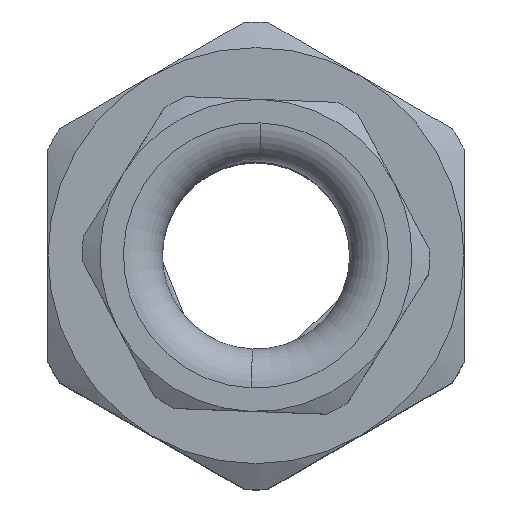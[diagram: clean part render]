
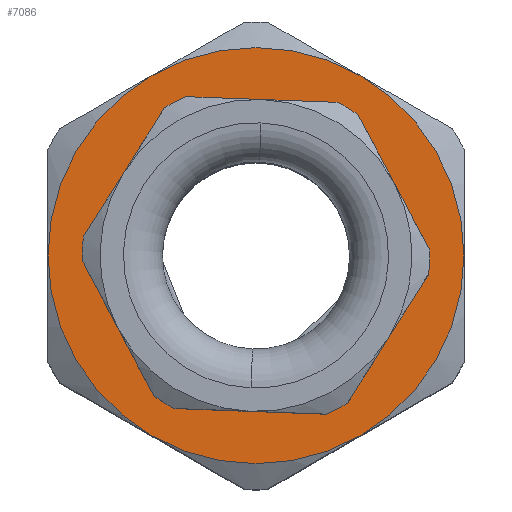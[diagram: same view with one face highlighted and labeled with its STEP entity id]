
A CAD part, top view. The second image highlights one B-rep face of the part: STEP entity #7086.
In plain terms, the highlighted planar face has unit normal (0, 0, 1).
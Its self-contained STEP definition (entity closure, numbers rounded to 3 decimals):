
#1187 = EDGE_LOOP ( 'NONE', ( #13529, #56888 ) ) ;
#1784 = ORIENTED_EDGE ( 'NONE', *, *, #44482, .T. ) ;
#1851 = DIRECTION ( 'NONE',  ( 0., 0., 1. ) ) ;
#2246 = CARTESIAN_POINT ( 'NONE',  ( -43.497, 34.007, 28.207 ) ) ;
#2481 = DIRECTION ( 'NONE',  ( 1., 0., 0. ) ) ;
#4460 = CARTESIAN_POINT ( 'NONE',  ( -35.497, 20.15, 28.207 ) ) ;
#5890 = CIRCLE ( 'NONE', #45415, 11.5 ) ;
#7086 = ADVANCED_FACE ( 'NONE', ( #34159, #38280 ), #15894, .T. ) ;
#7686 = CARTESIAN_POINT ( 'NONE',  ( -35.497, 20.15, 28.207 ) ) ;
#8243 = DIRECTION ( 'NONE',  ( 1., 0., 0. ) ) ;
#9617 = ORIENTED_EDGE ( 'NONE', *, *, #50962, .T. ) ;
#12321 = CIRCLE ( 'NONE', #48055, 16. ) ;
#13374 = CARTESIAN_POINT ( 'NONE',  ( -51.497, 20.15, 28.207 ) ) ;
#13529 = ORIENTED_EDGE ( 'NONE', *, *, #40553, .T. ) ;
#13588 = DIRECTION ( 'NONE',  ( 0., 0., 1. ) ) ;
#14141 = DIRECTION ( 'NONE',  ( 0., 0., 1. ) ) ;
#14364 = ORIENTED_EDGE ( 'NONE', *, *, #44997, .T. ) ;
#15220 = CARTESIAN_POINT ( 'NONE',  ( -19.497, 20.15, 28.207 ) ) ;
#15888 = VERTEX_POINT ( 'NONE', #43750 ) ;
#15894 = PLANE ( 'NONE',  #45839 ) ;
#17073 = EDGE_CURVE ( 'NONE', #55725, #55511, #31014, .T. ) ;
#17566 = CARTESIAN_POINT ( 'NONE',  ( -27.497, 34.007, 28.207 ) ) ;
#18841 = CARTESIAN_POINT ( 'NONE',  ( -23.997, 20.15, 28.207 ) ) ;
#21747 = AXIS2_PLACEMENT_3D ( 'NONE', #41812, #55634, #24144 ) ;
#21837 = DIRECTION ( 'NONE',  ( 1., 0., 0. ) ) ;
#23026 = VERTEX_POINT ( 'NONE', #18841 ) ;
#24144 = DIRECTION ( 'NONE',  ( 1., 0., 0. ) ) ;
#24473 = AXIS2_PLACEMENT_3D ( 'NONE', #45371, #14141, #21837 ) ;
#24989 = VERTEX_POINT ( 'NONE', #13374 ) ;
#25385 = DIRECTION ( 'NONE',  ( 1., 0., 0. ) ) ;
#27733 = DIRECTION ( 'NONE',  ( 1., 0., 0. ) ) ;
#27846 = DIRECTION ( 'NONE',  ( 0., 0., 1. ) ) ;
#28160 = ORIENTED_EDGE ( 'NONE', *, *, #17073, .T. ) ;
#29304 = CARTESIAN_POINT ( 'NONE',  ( -35.497, 20.15, 28.207 ) ) ;
#29821 = CARTESIAN_POINT ( 'NONE',  ( -35.497, 20.15, 28.207 ) ) ;
#30124 = CIRCLE ( 'NONE', #24473, 16. ) ;
#30596 = CIRCLE ( 'NONE', #34365, 11.5 ) ;
#30689 = DIRECTION ( 'NONE',  ( 0., 0., -1. ) ) ;
#31014 = CIRCLE ( 'NONE', #49773, 16. ) ;
#34038 = VERTEX_POINT ( 'NONE', #2246 ) ;
#34159 = FACE_BOUND ( 'NONE', #1187, .T. ) ;
#34174 = VERTEX_POINT ( 'NONE', #17566 ) ;
#34365 = AXIS2_PLACEMENT_3D ( 'NONE', #29304, #47242, #2481 ) ;
#35389 = DIRECTION ( 'NONE',  ( 1., 0., 0. ) ) ;
#38280 = FACE_OUTER_BOUND ( 'NONE', #38785, .T. ) ;
#38785 = EDGE_LOOP ( 'NONE', ( #45780, #9617, #45518, #14364, #1784, #28160 ) ) ;
#40550 = CIRCLE ( 'NONE', #57466, 16. ) ;
#40553 = EDGE_CURVE ( 'NONE', #23026, #15888, #30596, .T. ) ;
#41812 = CARTESIAN_POINT ( 'NONE',  ( -35.497, 20.15, 28.207 ) ) ;
#42166 = DIRECTION ( 'NONE',  ( 0., 0., 1. ) ) ;
#42196 = CARTESIAN_POINT ( 'NONE',  ( -35.497, 20.15, 28.207 ) ) ;
#42340 = EDGE_CURVE ( 'NONE', #15888, #23026, #5890, .T. ) ;
#43750 = CARTESIAN_POINT ( 'NONE',  ( -46.997, 20.15, 28.207 ) ) ;
#44482 = EDGE_CURVE ( 'NONE', #24989, #55725, #12321, .T. ) ;
#44997 = EDGE_CURVE ( 'NONE', #34038, #24989, #40550, .T. ) ;
#45254 = AXIS2_PLACEMENT_3D ( 'NONE', #4460, #13588, #27733 ) ;
#45371 = CARTESIAN_POINT ( 'NONE',  ( -35.497, 20.15, 28.207 ) ) ;
#45415 = AXIS2_PLACEMENT_3D ( 'NONE', #7686, #30689, #35389 ) ;
#45518 = ORIENTED_EDGE ( 'NONE', *, *, #49372, .T. ) ;
#45770 = DIRECTION ( 'NONE',  ( 1., 0., 0. ) ) ;
#45780 = ORIENTED_EDGE ( 'NONE', *, *, #49256, .T. ) ;
#45839 = AXIS2_PLACEMENT_3D ( 'NONE', #55933, #51524, #56221 ) ;
#46153 = CIRCLE ( 'NONE', #45254, 16. ) ;
#47242 = DIRECTION ( 'NONE',  ( 0., 0., -1. ) ) ;
#48055 = AXIS2_PLACEMENT_3D ( 'NONE', #29821, #42166, #25385 ) ;
#49076 = CARTESIAN_POINT ( 'NONE',  ( -43.497, 6.294, 28.207 ) ) ;
#49256 = EDGE_CURVE ( 'NONE', #55511, #56517, #46153, .T. ) ;
#49372 = EDGE_CURVE ( 'NONE', #34174, #34038, #49958, .T. ) ;
#49773 = AXIS2_PLACEMENT_3D ( 'NONE', #54607, #27846, #45770 ) ;
#49958 = CIRCLE ( 'NONE', #21747, 16. ) ;
#50962 = EDGE_CURVE ( 'NONE', #56517, #34174, #30124, .T. ) ;
#51509 = CARTESIAN_POINT ( 'NONE',  ( -27.497, 6.294, 28.207 ) ) ;
#51524 = DIRECTION ( 'NONE',  ( 0., 0., 1. ) ) ;
#54607 = CARTESIAN_POINT ( 'NONE',  ( -35.497, 20.15, 28.207 ) ) ;
#55511 = VERTEX_POINT ( 'NONE', #51509 ) ;
#55634 = DIRECTION ( 'NONE',  ( 0., 0., 1. ) ) ;
#55725 = VERTEX_POINT ( 'NONE', #49076 ) ;
#55933 = CARTESIAN_POINT ( 'NONE',  ( -35.497, 20.15, 28.207 ) ) ;
#56221 = DIRECTION ( 'NONE',  ( 1., 0., 0. ) ) ;
#56517 = VERTEX_POINT ( 'NONE', #15220 ) ;
#56888 = ORIENTED_EDGE ( 'NONE', *, *, #42340, .T. ) ;
#57466 = AXIS2_PLACEMENT_3D ( 'NONE', #42196, #1851, #8243 ) ;
